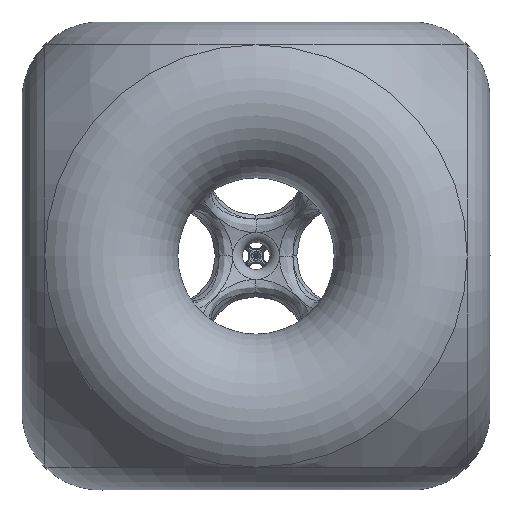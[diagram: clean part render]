
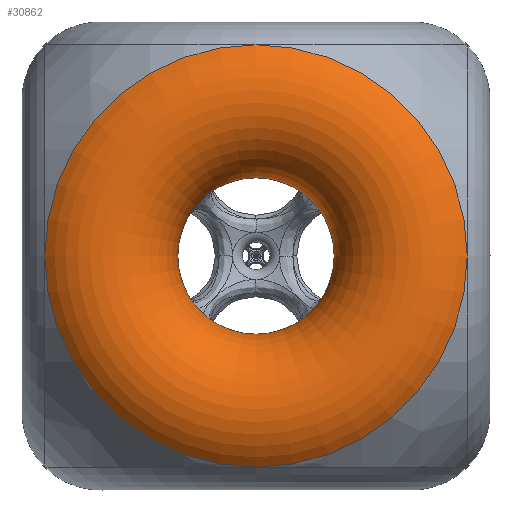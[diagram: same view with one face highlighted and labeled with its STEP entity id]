
A CAD part, left-side view. The second image highlights one B-rep face of the part: STEP entity #30862.
In plain terms, the highlighted toroidal (fillet/blend) face has major radius 1069.7 mm and minor radius 534.849 mm.
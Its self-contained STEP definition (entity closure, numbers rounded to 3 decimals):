
#135 = EDGE_CURVE ( 'NONE', #10697, #41747, #61930, .T. ) ;
#805 = DIRECTION ( 'NONE',  ( 0., -1., 0. ) ) ;
#835 = AXIS2_PLACEMENT_3D ( 'NONE', #23358, #45048, #66771 ) ;
#1008 = CARTESIAN_POINT ( 'NONE',  ( -1447.893, 0., 0. ) ) ;
#2170 = TOROIDAL_SURFACE ( 'NONE', #41945, 1069.698, 534.849 ) ;
#3053 = EDGE_LOOP ( 'NONE', ( #34281, #59769, #62240, #6939 ) ) ;
#3196 = CARTESIAN_POINT ( 'NONE',  ( -946.996, 0., 549.114 ) ) ;
#3963 = DIRECTION ( 'NONE',  ( 1., 0., 0. ) ) ;
#4691 = CARTESIAN_POINT ( 'NONE',  ( -1447.893, 1447.893, 0. ) ) ;
#5514 = DIRECTION ( 'NONE',  ( 0., -1., 0. ) ) ;
#6939 = ORIENTED_EDGE ( 'NONE', *, *, #52077, .T. ) ;
#8286 = CARTESIAN_POINT ( 'NONE',  ( -1447.893, 0., -1447.893 ) ) ;
#8576 = AXIS2_PLACEMENT_3D ( 'NONE', #17252, #38921, #60664 ) ;
#8934 = EDGE_CURVE ( 'NONE', #24522, #18340, #31488, .T. ) ;
#9838 = DIRECTION ( 'NONE',  ( -1., 0., 0. ) ) ;
#10122 = DIRECTION ( 'NONE',  ( 0., 1., 0. ) ) ;
#10697 = VERTEX_POINT ( 'NONE', #4691 ) ;
#10882 = AXIS2_PLACEMENT_3D ( 'NONE', #59906, #11150, #32827 ) ;
#11150 = DIRECTION ( 'NONE',  ( 1., 0., 0. ) ) ;
#11624 = CIRCLE ( 'NONE', #51406, 1447.893 ) ;
#14710 = EDGE_CURVE ( 'NONE', #29467, #41747, #30074, .T. ) ;
#14943 = VERTEX_POINT ( 'NONE', #59102 ) ;
#15485 = CIRCLE ( 'NONE', #55252, 549.114 ) ;
#16205 = CARTESIAN_POINT ( 'NONE',  ( -1447.893, 0., 0. ) ) ;
#17051 = CARTESIAN_POINT ( 'NONE',  ( -946.996, 549.114, 0. ) ) ;
#17252 = CARTESIAN_POINT ( 'NONE',  ( -1447.893, 0., 0. ) ) ;
#17514 = EDGE_CURVE ( 'NONE', #10697, #49768, #11624, .T. ) ;
#18340 = VERTEX_POINT ( 'NONE', #3196 ) ;
#18369 = CARTESIAN_POINT ( 'NONE',  ( -1447.893, 0., 1447.893 ) ) ;
#20807 = FACE_OUTER_BOUND ( 'NONE', #32363, .T. ) ;
#22726 = DIRECTION ( 'NONE',  ( -1., 0., 0. ) ) ;
#23358 = CARTESIAN_POINT ( 'NONE',  ( -946.996, 0., 0. ) ) ;
#24522 = VERTEX_POINT ( 'NONE', #17051 ) ;
#25662 = DIRECTION ( 'NONE',  ( 0., 1., 0. ) ) ;
#26867 = CIRCLE ( 'NONE', #66646, 549.114 ) ;
#27830 = CARTESIAN_POINT ( 'NONE',  ( -946.996, 0., 0. ) ) ;
#29467 = VERTEX_POINT ( 'NONE', #52087 ) ;
#30074 = CIRCLE ( 'NONE', #69856, 1447.893 ) ;
#30862 = ADVANCED_FACE ( 'NONE', ( #20807, #42485 ), #2170, .T. ) ;
#31112 = ORIENTED_EDGE ( 'NONE', *, *, #63080, .F. ) ;
#31488 = CIRCLE ( 'NONE', #835, 549.114 ) ;
#31518 = DIRECTION ( 'NONE',  ( 0., 1., 0. ) ) ;
#32363 = EDGE_LOOP ( 'NONE', ( #31112, #45499, #61577, #46968 ) ) ;
#32827 = DIRECTION ( 'NONE',  ( 0., -1., 0. ) ) ;
#34281 = ORIENTED_EDGE ( 'NONE', *, *, #17514, .F. ) ;
#37137 = CARTESIAN_POINT ( 'NONE',  ( -1069.698, 0., 0. ) ) ;
#38921 = DIRECTION ( 'NONE',  ( -1., 0., 0. ) ) ;
#39242 = CIRCLE ( 'NONE', #8576, 1447.893 ) ;
#41548 = CIRCLE ( 'NONE', #10882, 549.114 ) ;
#41747 = VERTEX_POINT ( 'NONE', #8286 ) ;
#41945 = AXIS2_PLACEMENT_3D ( 'NONE', #37137, #58879, #10122 ) ;
#42485 = FACE_OUTER_BOUND ( 'NONE', #3053, .T. ) ;
#44412 = DIRECTION ( 'NONE',  ( 0., 1., 0. ) ) ;
#45048 = DIRECTION ( 'NONE',  ( 1., 0., 0. ) ) ;
#45499 = ORIENTED_EDGE ( 'NONE', *, *, #8934, .T. ) ;
#45527 = CARTESIAN_POINT ( 'NONE',  ( -946.996, 0., -549.114 ) ) ;
#46968 = ORIENTED_EDGE ( 'NONE', *, *, #53363, .T. ) ;
#47141 = EDGE_CURVE ( 'NONE', #14943, #18340, #26867, .T. ) ;
#49551 = DIRECTION ( 'NONE',  ( -1., 0., 0. ) ) ;
#49768 = VERTEX_POINT ( 'NONE', #18369 ) ;
#51406 = AXIS2_PLACEMENT_3D ( 'NONE', #52714, #3963, #25662 ) ;
#52077 = EDGE_CURVE ( 'NONE', #29467, #49768, #39242, .T. ) ;
#52087 = CARTESIAN_POINT ( 'NONE',  ( -1447.893, -1447.893, 0. ) ) ;
#52714 = CARTESIAN_POINT ( 'NONE',  ( -1447.893, 0., 0. ) ) ;
#53363 = EDGE_CURVE ( 'NONE', #14943, #56452, #41548, .T. ) ;
#54280 = DIRECTION ( 'NONE',  ( 1., 0., 0. ) ) ;
#55252 = AXIS2_PLACEMENT_3D ( 'NONE', #58595, #9838, #31518 ) ;
#56452 = VERTEX_POINT ( 'NONE', #45527 ) ;
#58595 = CARTESIAN_POINT ( 'NONE',  ( -946.996, 0., 0. ) ) ;
#58879 = DIRECTION ( 'NONE',  ( -1., 0., 0. ) ) ;
#59102 = CARTESIAN_POINT ( 'NONE',  ( -946.996, -549.114, 0. ) ) ;
#59769 = ORIENTED_EDGE ( 'NONE', *, *, #135, .T. ) ;
#59906 = CARTESIAN_POINT ( 'NONE',  ( -946.996, 0., 0. ) ) ;
#60664 = DIRECTION ( 'NONE',  ( 0., -1., 0. ) ) ;
#61577 = ORIENTED_EDGE ( 'NONE', *, *, #47141, .F. ) ;
#61930 = CIRCLE ( 'NONE', #68476, 1447.893 ) ;
#62240 = ORIENTED_EDGE ( 'NONE', *, *, #14710, .F. ) ;
#63080 = EDGE_CURVE ( 'NONE', #24522, #56452, #15485, .T. ) ;
#66646 = AXIS2_PLACEMENT_3D ( 'NONE', #27830, #49551, #805 ) ;
#66771 = DIRECTION ( 'NONE',  ( 0., 1., 0. ) ) ;
#68476 = AXIS2_PLACEMENT_3D ( 'NONE', #1008, #22726, #44412 ) ;
#69856 = AXIS2_PLACEMENT_3D ( 'NONE', #16205, #54280, #5514 ) ;
